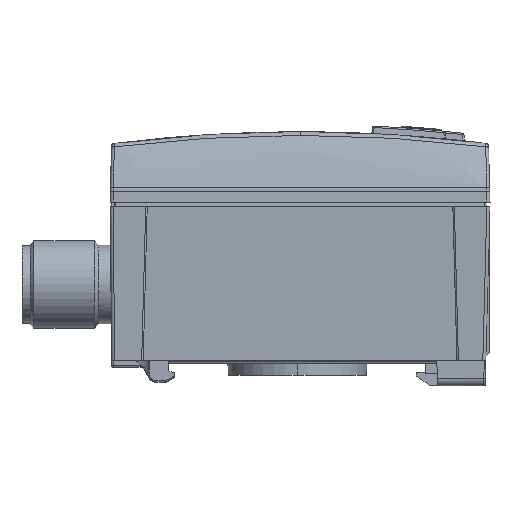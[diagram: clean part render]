
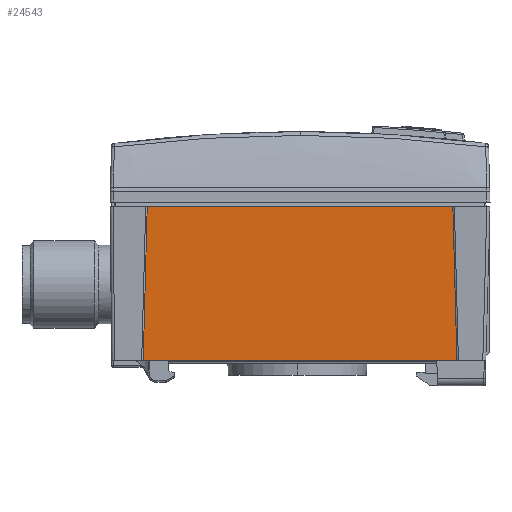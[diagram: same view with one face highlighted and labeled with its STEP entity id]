
A CAD part, left-side view. The second image highlights one B-rep face of the part: STEP entity #24543.
In plain terms, the highlighted planar face has unit normal (-1, 0, -0.026).
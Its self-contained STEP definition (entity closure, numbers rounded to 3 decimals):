
#1897 = EDGE_CURVE ( 'NONE', #35570, #15409, #9597, .T. ) ;
#2527 = VERTEX_POINT ( 'NONE', #22507 ) ;
#6517 = FACE_OUTER_BOUND ( 'NONE', #42802, .T. ) ;
#7971 = EDGE_CURVE ( 'NONE', #2527, #35570, #30259, .T. ) ;
#9544 = CARTESIAN_POINT ( 'NONE',  ( -16.532, 21.056, -21.7 ) ) ;
#9597 = LINE ( 'NONE', #9544, #48009 ) ;
#9864 = CARTESIAN_POINT ( 'NONE',  ( -16.532, 21.056, -21.7 ) ) ;
#10922 = CARTESIAN_POINT ( 'NONE',  ( -16.521, 21.898, -22.124 ) ) ;
#11433 = DIRECTION ( 'NONE',  ( 0.026, -0.026, -0.999 ) ) ;
#11554 = ORIENTED_EDGE ( 'NONE', *, *, #43708, .F. ) ;
#11610 = VECTOR ( 'NONE', #12167, 1000. ) ;
#12167 = DIRECTION ( 'NONE',  ( 0., 1., 0. ) ) ;
#13733 = VECTOR ( 'NONE', #44114, 1000. ) ;
#14642 = DIRECTION ( 'NONE',  ( 0.026, 0., -1. ) ) ;
#15409 = VERTEX_POINT ( 'NONE', #18969 ) ;
#17010 = DIRECTION ( 'NONE',  ( -0.026, -0.026, 0.999 ) ) ;
#18969 = CARTESIAN_POINT ( 'NONE',  ( -17.074, 20.514, -1. ) ) ;
#21750 = CARTESIAN_POINT ( 'NONE',  ( -17.074, 21.898, -1. ) ) ;
#22507 = CARTESIAN_POINT ( 'NONE',  ( -16.532, -21.056, -21.7 ) ) ;
#23398 = VERTEX_POINT ( 'NONE', #40829 ) ;
#24543 = ADVANCED_FACE ( 'NONE', ( #6517 ), #44278, .F. ) ;
#29923 = ORIENTED_EDGE ( 'NONE', *, *, #46596, .F. ) ;
#30259 = LINE ( 'NONE', #34468, #11610 ) ;
#33556 = LINE ( 'NONE', #21750, #13733 ) ;
#34468 = CARTESIAN_POINT ( 'NONE',  ( -16.532, 21.898, -21.7 ) ) ;
#35570 = VERTEX_POINT ( 'NONE', #9864 ) ;
#35670 = VECTOR ( 'NONE', #11433, 1000. ) ;
#36830 = LINE ( 'NONE', #37481, #35670 ) ;
#36952 = DIRECTION ( 'NONE',  ( 1., 0., 0.026 ) ) ;
#37481 = CARTESIAN_POINT ( 'NONE',  ( -17.074, -20.514, -1. ) ) ;
#38965 = ORIENTED_EDGE ( 'NONE', *, *, #7971, .F. ) ;
#40193 = ORIENTED_EDGE ( 'NONE', *, *, #1897, .F. ) ;
#40829 = CARTESIAN_POINT ( 'NONE',  ( -17.074, -20.514, -1. ) ) ;
#42802 = EDGE_LOOP ( 'NONE', ( #11554, #40193, #38965, #29923 ) ) ;
#43708 = EDGE_CURVE ( 'NONE', #15409, #23398, #33556, .T. ) ;
#43979 = AXIS2_PLACEMENT_3D ( 'NONE', #10922, #36952, #14642 ) ;
#44114 = DIRECTION ( 'NONE',  ( 0., -1., 0. ) ) ;
#44278 = PLANE ( 'NONE',  #43979 ) ;
#46596 = EDGE_CURVE ( 'NONE', #23398, #2527, #36830, .T. ) ;
#48009 = VECTOR ( 'NONE', #17010, 1000. ) ;
